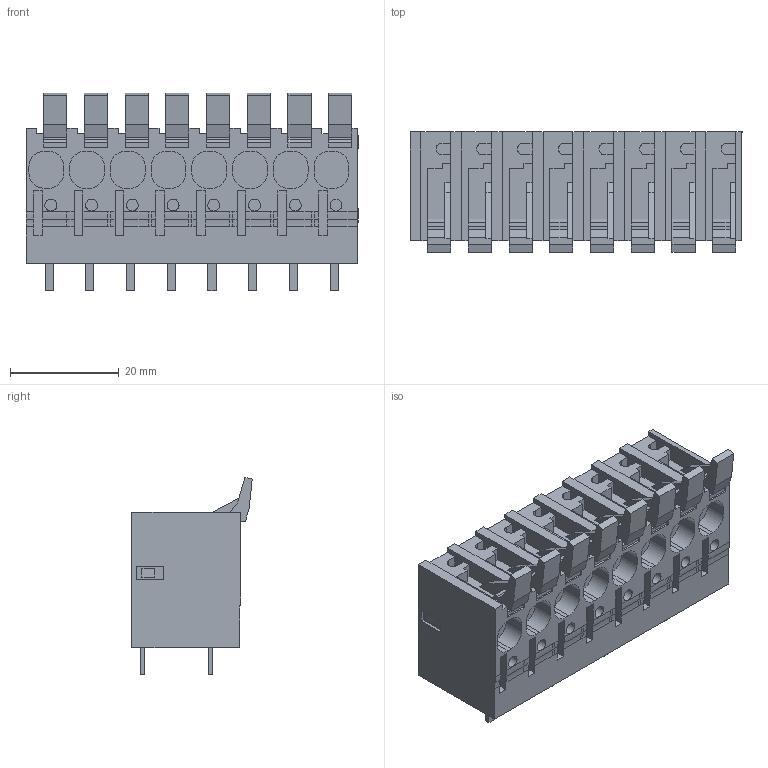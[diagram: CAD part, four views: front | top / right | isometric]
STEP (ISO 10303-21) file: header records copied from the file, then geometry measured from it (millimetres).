
FILE_DESCRIPTION(('CATIA V5 STEP Exchange','CAx-IF Rec.Pracs.--- Model Styling and Organization---1.4--- 2014-01-23'),'2;1');
FILE_NAME ('D1462718_2_2472140000_2472140000.stp','2022-07-29T07:22:52+00:00',('none'),('Weidmueller'),'CATIA Version 5-6 Release 2016 SP3 HF44','CATIA V5 STEP AP214','none');
FILE_SCHEMA(('AUTOMOTIVE_DESIGN { 1 0 10303 214 1 1 1 1 }'));
Length unit declared in the file: millimetre
Products named in the file (1): 2472140000
Bounding box: 61.13 x 22.16 x 36.41 mm (x, y, z)
Volume: 25679.4 mm3; surface area: 12479.5 mm2
Topology: 17 solids, 17 shells, 732 faces, 1937 edges, 1289 vertices
Faces by surface type: plane 576, cylinder 156
Entity records: 21181 total; most frequent: CARTESIAN_POINT 4484, ORIENTED_EDGE 3874, DIRECTION 2541, EDGE_CURVE 1937, VECTOR 1651, LINE 1651, VERTEX_POINT 1289, EDGE_LOOP 782
